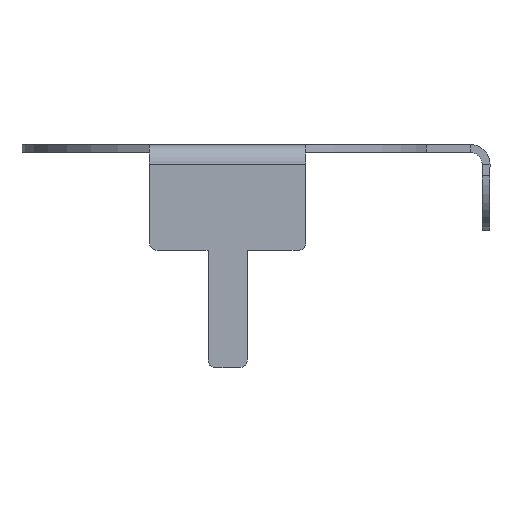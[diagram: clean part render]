
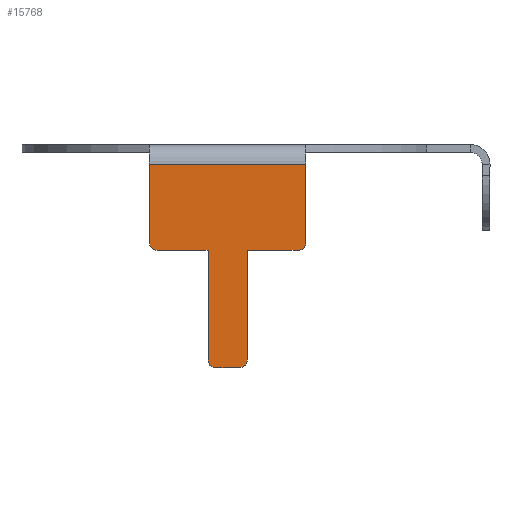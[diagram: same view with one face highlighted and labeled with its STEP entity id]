
A CAD part, left-side view. The second image highlights one B-rep face of the part: STEP entity #15768.
In plain terms, the highlighted planar face has unit normal (-1, 0, 0).
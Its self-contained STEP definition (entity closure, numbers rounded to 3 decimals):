
#288 = LINE ( 'NONE', #13584, #6604 ) ;
#321 = DIRECTION ( 'NONE',  ( -1., 0., 0. ) ) ;
#499 = LINE ( 'NONE', #13871, #13568 ) ;
#518 = CARTESIAN_POINT ( 'NONE',  ( -6.6, 1.45, 4.995 ) ) ;
#630 = CARTESIAN_POINT ( 'NONE',  ( -6.6, 1.15, -0.005 ) ) ;
#663 = FACE_OUTER_BOUND ( 'NONE', #3445, .T. ) ;
#749 = CIRCLE ( 'NONE', #13961, 0.2 ) ;
#787 = VECTOR ( 'NONE', #8535, 1000. ) ;
#955 = CARTESIAN_POINT ( 'NONE',  ( -6.6, 3.45, 4.995 ) ) ;
#1028 = EDGE_CURVE ( 'NONE', #3776, #8487, #3782, .T. ) ;
#1133 = ORIENTED_EDGE ( 'NONE', *, *, #15051, .T. ) ;
#1167 = DIRECTION ( 'NONE',  ( 0., 0., 1. ) ) ;
#1319 = DIRECTION ( 'NONE',  ( 0., 0., -1. ) ) ;
#1437 = AXIS2_PLACEMENT_3D ( 'NONE', #8302, #4476, #15479 ) ;
#1594 = DIRECTION ( 'NONE',  ( 0., 0., 1. ) ) ;
#1613 = CARTESIAN_POINT ( 'NONE',  ( -6.6, -0.55, 4.995 ) ) ;
#2125 = CARTESIAN_POINT ( 'NONE',  ( -6.6, 3.25, 2.995 ) ) ;
#2154 = VERTEX_POINT ( 'NONE', #8482 ) ;
#2210 = CARTESIAN_POINT ( 'NONE',  ( -6.6, -0.35, 2.995 ) ) ;
#2505 = DIRECTION ( 'NONE',  ( 0., 0., 1. ) ) ;
#2957 = DIRECTION ( 'NONE',  ( 0., -1., 0. ) ) ;
#3015 = EDGE_CURVE ( 'NONE', #10784, #14256, #288, .T. ) ;
#3041 = LINE ( 'NONE', #518, #4357 ) ;
#3445 = EDGE_LOOP ( 'NONE', ( #15481, #1133, #13827, #14360, #3705, #9442, #3909, #7950, #9602, #11708, #5568, #3577 ) ) ;
#3521 = VERTEX_POINT ( 'NONE', #1613 ) ;
#3577 = ORIENTED_EDGE ( 'NONE', *, *, #9454, .T. ) ;
#3705 = ORIENTED_EDGE ( 'NONE', *, *, #1028, .T. ) ;
#3776 = VERTEX_POINT ( 'NONE', #12873 ) ;
#3782 = LINE ( 'NONE', #10080, #12513 ) ;
#3909 = ORIENTED_EDGE ( 'NONE', *, *, #3914, .T. ) ;
#3914 = EDGE_CURVE ( 'NONE', #7766, #13291, #749, .T. ) ;
#4056 = CARTESIAN_POINT ( 'NONE',  ( -6.6, 0.95, 2.795 ) ) ;
#4213 = DIRECTION ( 'NONE',  ( -1., 0., 0. ) ) ;
#4357 = VECTOR ( 'NONE', #6803, 1000. ) ;
#4360 = CARTESIAN_POINT ( 'NONE',  ( -6.6, 3.45, 2.995 ) ) ;
#4476 = DIRECTION ( 'NONE',  ( 1., 0., 0. ) ) ;
#4510 = CARTESIAN_POINT ( 'NONE',  ( -6.6, 3.25, 2.795 ) ) ;
#4618 = VERTEX_POINT ( 'NONE', #12472 ) ;
#4631 = LINE ( 'NONE', #9496, #787 ) ;
#5027 = EDGE_CURVE ( 'NONE', #10784, #3521, #3041, .T. ) ;
#5568 = ORIENTED_EDGE ( 'NONE', *, *, #11882, .T. ) ;
#5650 = DIRECTION ( 'NONE',  ( 0., 0., 1. ) ) ;
#5685 = PLANE ( 'NONE',  #1437 ) ;
#5800 = DIRECTION ( 'NONE',  ( -1., 0., 0. ) ) ;
#5838 = EDGE_CURVE ( 'NONE', #8487, #7766, #4631, .T. ) ;
#6318 = VERTEX_POINT ( 'NONE', #8416 ) ;
#6452 = DIRECTION ( 'NONE',  ( 0., 0., 1. ) ) ;
#6509 = CIRCLE ( 'NONE', #15407, 0.2 ) ;
#6530 = CARTESIAN_POINT ( 'NONE',  ( -6.6, 1.75, -0.205 ) ) ;
#6604 = VECTOR ( 'NONE', #1319, 1000. ) ;
#6803 = DIRECTION ( 'NONE',  ( 0., -1., 0. ) ) ;
#7225 = DIRECTION ( 'NONE',  ( -1., 0., 0. ) ) ;
#7414 = LINE ( 'NONE', #9818, #15128 ) ;
#7618 = CARTESIAN_POINT ( 'NONE',  ( -6.6, -0.55, 2.795 ) ) ;
#7766 = VERTEX_POINT ( 'NONE', #11545 ) ;
#7950 = ORIENTED_EDGE ( 'NONE', *, *, #10635, .T. ) ;
#8302 = CARTESIAN_POINT ( 'NONE',  ( -6.6, 1.45, 5.295 ) ) ;
#8416 = CARTESIAN_POINT ( 'NONE',  ( -6.6, 1.15, -0.205 ) ) ;
#8482 = CARTESIAN_POINT ( 'NONE',  ( -6.6, 1.95, -0.005 ) ) ;
#8487 = VERTEX_POINT ( 'NONE', #4056 ) ;
#8535 = DIRECTION ( 'NONE',  ( 0., -1., 0. ) ) ;
#8955 = VECTOR ( 'NONE', #13517, 1000. ) ;
#9271 = CARTESIAN_POINT ( 'NONE',  ( -6.6, -0.55, 2.995 ) ) ;
#9339 = CARTESIAN_POINT ( 'NONE',  ( -6.6, 1.95, 2.795 ) ) ;
#9442 = ORIENTED_EDGE ( 'NONE', *, *, #5838, .T. ) ;
#9454 = EDGE_CURVE ( 'NONE', #10319, #4618, #14635, .T. ) ;
#9496 = CARTESIAN_POINT ( 'NONE',  ( -6.6, -0.55, 2.795 ) ) ;
#9602 = ORIENTED_EDGE ( 'NONE', *, *, #5027, .F. ) ;
#9818 = CARTESIAN_POINT ( 'NONE',  ( -6.6, -0.55, 5.295 ) ) ;
#10080 = CARTESIAN_POINT ( 'NONE',  ( -6.6, 0.95, 2.795 ) ) ;
#10129 = CARTESIAN_POINT ( 'NONE',  ( -6.6, 1.75, -0.005 ) ) ;
#10319 = VERTEX_POINT ( 'NONE', #4510 ) ;
#10635 = EDGE_CURVE ( 'NONE', #13291, #3521, #7414, .T. ) ;
#10784 = VERTEX_POINT ( 'NONE', #955 ) ;
#10822 = DIRECTION ( 'NONE',  ( 0., 0., 1. ) ) ;
#11077 = AXIS2_PLACEMENT_3D ( 'NONE', #10129, #321, #1594 ) ;
#11279 = EDGE_CURVE ( 'NONE', #4618, #2154, #15391, .T. ) ;
#11545 = CARTESIAN_POINT ( 'NONE',  ( -6.6, -0.35, 2.795 ) ) ;
#11643 = VERTEX_POINT ( 'NONE', #6530 ) ;
#11708 = ORIENTED_EDGE ( 'NONE', *, *, #3015, .T. ) ;
#11882 = EDGE_CURVE ( 'NONE', #14256, #10319, #6509, .T. ) ;
#12472 = CARTESIAN_POINT ( 'NONE',  ( -6.6, 1.95, 2.795 ) ) ;
#12513 = VECTOR ( 'NONE', #2505, 1000. ) ;
#12561 = CIRCLE ( 'NONE', #15101, 0.2 ) ;
#12582 = CIRCLE ( 'NONE', #11077, 0.2 ) ;
#12873 = CARTESIAN_POINT ( 'NONE',  ( -6.6, 0.95, -0.005 ) ) ;
#12986 = DIRECTION ( 'NONE',  ( 0., 0., -1. ) ) ;
#13291 = VERTEX_POINT ( 'NONE', #9271 ) ;
#13517 = DIRECTION ( 'NONE',  ( 0., -1., 0. ) ) ;
#13568 = VECTOR ( 'NONE', #2957, 1000. ) ;
#13584 = CARTESIAN_POINT ( 'NONE',  ( -6.6, 3.45, 2.795 ) ) ;
#13827 = ORIENTED_EDGE ( 'NONE', *, *, #14006, .T. ) ;
#13871 = CARTESIAN_POINT ( 'NONE',  ( -6.6, 0.95, -0.205 ) ) ;
#13961 = AXIS2_PLACEMENT_3D ( 'NONE', #2210, #7225, #1167 ) ;
#14006 = EDGE_CURVE ( 'NONE', #11643, #6318, #499, .T. ) ;
#14243 = EDGE_CURVE ( 'NONE', #6318, #3776, #12561, .T. ) ;
#14256 = VERTEX_POINT ( 'NONE', #4360 ) ;
#14360 = ORIENTED_EDGE ( 'NONE', *, *, #14243, .T. ) ;
#14635 = LINE ( 'NONE', #7618, #8955 ) ;
#15051 = EDGE_CURVE ( 'NONE', #2154, #11643, #12582, .T. ) ;
#15101 = AXIS2_PLACEMENT_3D ( 'NONE', #630, #4213, #5650 ) ;
#15128 = VECTOR ( 'NONE', #6452, 1000. ) ;
#15391 = LINE ( 'NONE', #9339, #15644 ) ;
#15407 = AXIS2_PLACEMENT_3D ( 'NONE', #2125, #5800, #10822 ) ;
#15479 = DIRECTION ( 'NONE',  ( 0., 0., 1. ) ) ;
#15481 = ORIENTED_EDGE ( 'NONE', *, *, #11279, .T. ) ;
#15644 = VECTOR ( 'NONE', #12986, 1000. ) ;
#15768 = ADVANCED_FACE ( 'NONE', ( #663 ), #5685, .F. ) ;
